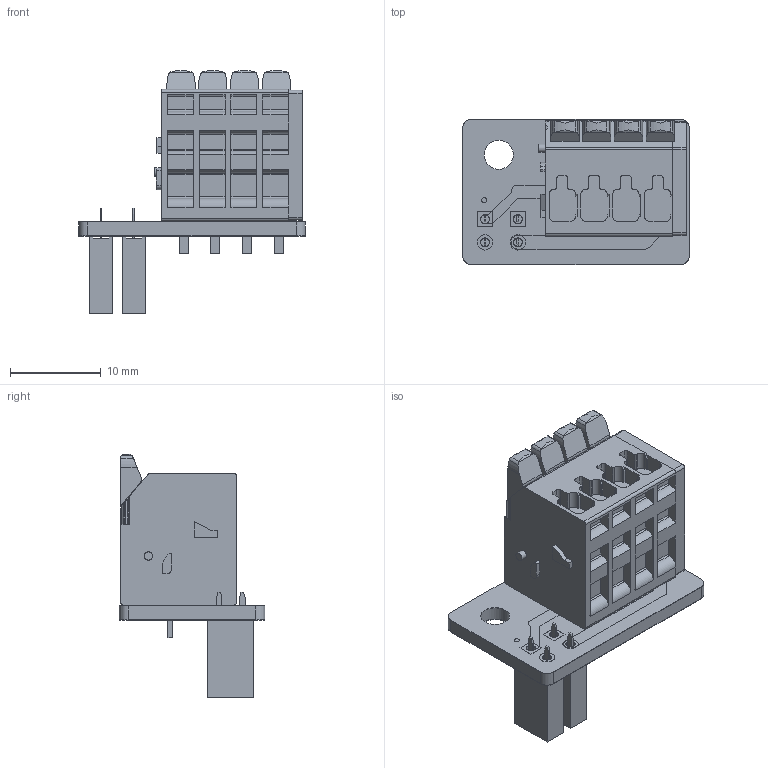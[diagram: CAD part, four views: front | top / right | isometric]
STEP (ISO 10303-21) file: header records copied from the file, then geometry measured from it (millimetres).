
FILE_DESCRIPTION(('KiCad electronic assembly'),'2;1');
FILE_NAME('pcb-bulkplate-passthrough.step','2025-09-12T23:58:01',( 'Pcbnew'),('Kicad'),'Open CASCADE STEP processor 7.8', 'KiCad to STEP converter','Unknown');
FILE_SCHEMA(('AUTOMOTIVE_DESIGN { 1 0 10303 214 1 1 1 1 }'));
Length unit declared in the file: millimetre
Products named in the file (8): pcb-bulkplate-passthrough 1; 2601-3104; PinSocket_1x02_P2.54mm_Vertical; pcb-bulkplate-passthrough_copper; pcb-bulkplate-passthrough_pad; pcb-bulkplate-passthrough_silkscreen; pcb-bulkplate-passthrough_soldermask; pcb-bulkplate-passthrough_PCB
Assembly tree (8 placements, depth 2):
  pcb-bulkplate-passthrough 1
    2601-3104
    PinSocket_1x02_P2.54mm_Vertical  x2
    pcb-bulkplate-passthrough_copper
    pcb-bulkplate-passthrough_pad
    pcb-bulkplate-passthrough_silkscreen
    pcb-bulkplate-passthrough_soldermask
    pcb-bulkplate-passthrough_PCB
Bounding box: 25 x 16 x 26.77 mm (x, y, z)
Volume: 3335.7 mm3; surface area: 4786.1 mm2
Topology: 45 solids, 55 shells, 955 faces, 2535 edges, 1718 vertices
Faces by surface type: plane 612, cylinder 343
Full cylindrical faces by diameter (mm): 0.9 x1, 0.95 x12, 0.975 x4, 1 x8, 1.15 x24, 1.175 x9, 1.2 x16, 1.7 x4, 1.9 x16, 3.2 x1
Entity records: 33156 total; most frequent: CARTESIAN_POINT 4991, DIRECTION 4859, ORIENTED_EDGE 4638, EDGE_CURVE 2375, LINE 1627, VECTOR 1627, AXIS2_PLACEMENT_3D 1616, VERTEX_POINT 1614
